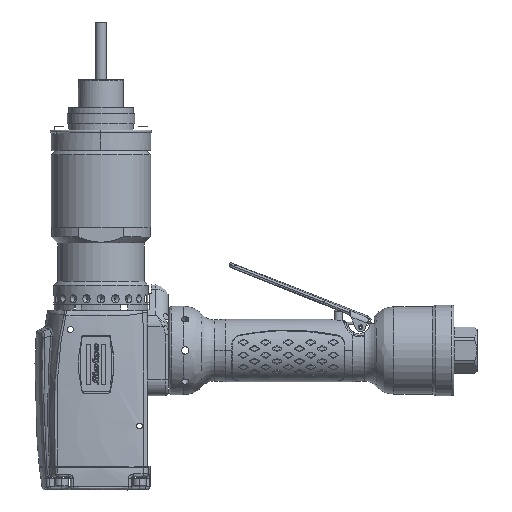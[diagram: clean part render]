
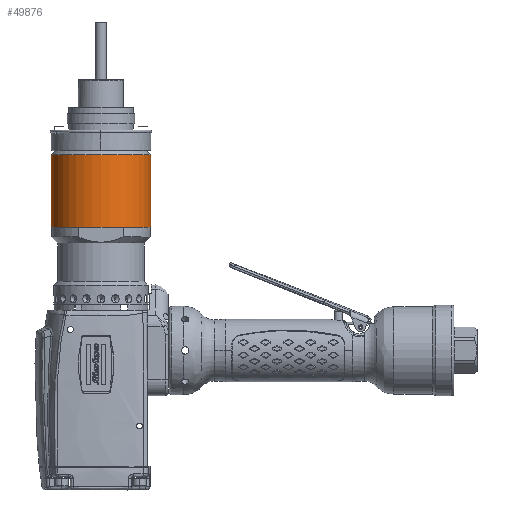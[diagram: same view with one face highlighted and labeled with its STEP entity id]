
A CAD part, left-side view. The second image highlights one B-rep face of the part: STEP entity #49876.
In plain terms, the highlighted cylindrical face has radius 31 mm (diameter 62 mm), a partial arc.
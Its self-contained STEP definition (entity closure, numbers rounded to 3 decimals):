
#49570=CARTESIAN_POINT('',(0.,43.5,48.1));
#49571=DIRECTION('',(0.,0.,1.));
#49572=DIRECTION('',(0.,1.,0.));
#49573=AXIS2_PLACEMENT_3D('',#49570,#49571,#49572);
#49639=DIRECTION('',(0.,0.,-1.));
#49640=VECTOR('',#49639,45.);
#49641=CARTESIAN_POINT('',(0.,74.5,93.1));
#49642=LINE('',#49641,#49640);
#49643=DIRECTION('',(0.,0.,-1.));
#49644=VECTOR('',#49643,45.);
#49645=CARTESIAN_POINT('',(0.,12.5,93.1));
#49646=LINE('',#49645,#49644);
#49666=CARTESIAN_POINT('',(0.,43.5,93.1));
#49667=DIRECTION('',(0.,0.,1.));
#49668=DIRECTION('',(0.,1.,0.));
#49669=AXIS2_PLACEMENT_3D('',#49666,#49667,#49668);
#49721=CARTESIAN_POINT('',(0.,74.5,48.1));
#49722=CARTESIAN_POINT('',(0.,12.5,48.1));
#49723=VERTEX_POINT('',#49721);
#49724=VERTEX_POINT('',#49722);
#49733=CARTESIAN_POINT('',(0.,74.5,93.1));
#49734=CARTESIAN_POINT('',(0.,12.5,93.1));
#49735=VERTEX_POINT('',#49733);
#49736=VERTEX_POINT('',#49734);
#49861=CARTESIAN_POINT('',(0.,43.5,44.375));
#49862=DIRECTION('',(0.,0.,1.));
#49863=DIRECTION('',(0.,-1.,0.));
#49864=AXIS2_PLACEMENT_3D('',#49861,#49862,#49863);
#49865=CYLINDRICAL_SURFACE('',#49864,31.);
#49867=ORIENTED_EDGE('',*,*,#49866,.T.);
#49869=ORIENTED_EDGE('',*,*,#49868,.T.);
#49871=ORIENTED_EDGE('',*,*,#49870,.F.);
#49873=ORIENTED_EDGE('',*,*,#49872,.F.);
#49874=EDGE_LOOP('',(#49867,#49869,#49871,#49873));
#49875=FACE_OUTER_BOUND('',#49874,.F.);
#49876=ADVANCED_FACE('',(#49875),#49865,.T.);
#49574=CIRCLE('',#49573,31.);
#49670=CIRCLE('',#49669,31.);
#49866=EDGE_CURVE('',#49735,#49736,#49670,.T.);
#49868=EDGE_CURVE('',#49736,#49724,#49646,.T.);
#49870=EDGE_CURVE('',#49723,#49724,#49574,.T.);
#49872=EDGE_CURVE('',#49735,#49723,#49642,.T.);
